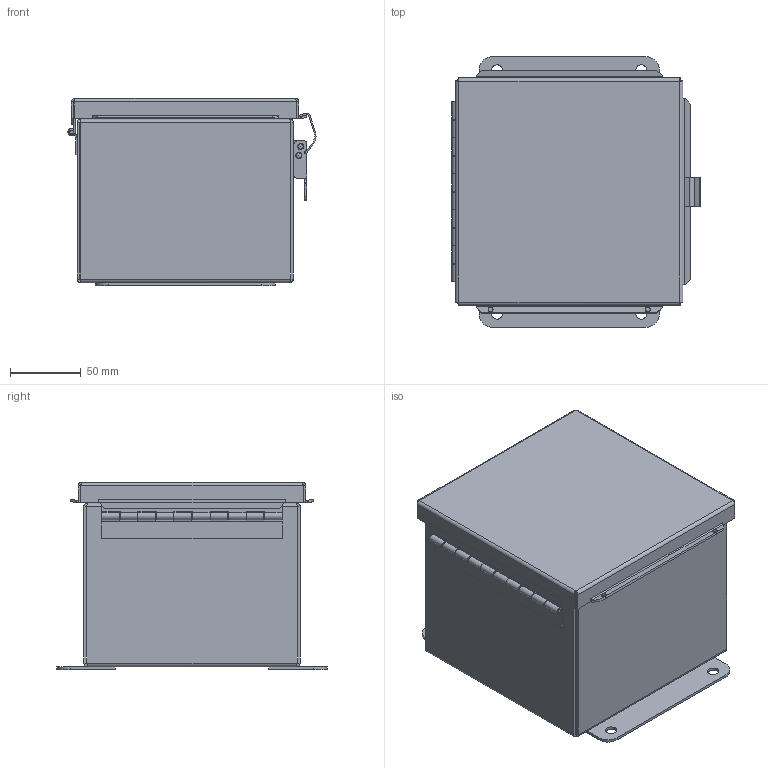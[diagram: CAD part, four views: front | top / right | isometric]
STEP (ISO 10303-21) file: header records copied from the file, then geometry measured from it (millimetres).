
FILE_DESCRIPTION((''),'2;1');
FILE_NAME('B0606045CHFTC.iam.stp','2012-02-13T08:34:30',(''),(''),'Autodesk Inventor 2012','Autodesk Inventor 2012','');
FILE_SCHEMA(('AUTOMOTIVE_DESIGN { 1 0 10303 214 1 1 1 1 }'));
Length unit declared in the file: inch
Products named in the file (17): B0606045CHFTC; 3499; 3482; B0606045CHFTCBKP; 328120; 328120LH; 328120P; 328120TH; 316161; 38811; B0606CHFTCLID; 35011; PART1; PART2; PART3; PART4; PART5
Assembly tree (21 placements, depth 3):
  B0606045CHFTC
    3499  x4
    3482  x2
    B0606045CHFTCBKP
    328120
      328120LH
      328120P
      328120TH
    316161  x2
    38811
    B0606CHFTCLID
    35011
      PART1
      PART2
      PART3
      PART4
      PART5
Bounding box: 174.74 x 190.5 x 131.71 mm (x, y, z)
Volume: 323492.7 mm3; surface area: 348045.3 mm2
Topology: 19 solids, 19 shells, 495 faces, 1177 edges, 725 vertices
Faces by surface type: plane 305, cylinder 131, bspline 56, torus 2, cone 1
Full cylindrical faces by diameter (mm): 2.54 x1, 2.957 x10, 3.454 x2, 3.556 x2, 3.946 x6, 3.962 x4, 4.286 x4, 4.826 x1, 6.35 x1, 7.62 x4, 7.874 x4, 15.875 x4
Entity records: 14178 total; most frequent: CARTESIAN_POINT 3463, DIRECTION 2002, ORIENTED_EDGE 1996, EDGE_CURVE 998, VECTOR 756, LINE 756, VERTEX_POINT 624, AXIS2_PLACEMENT_3D 623
